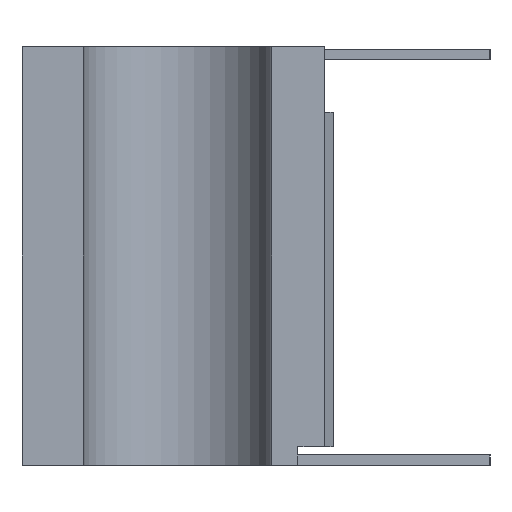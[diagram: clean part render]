
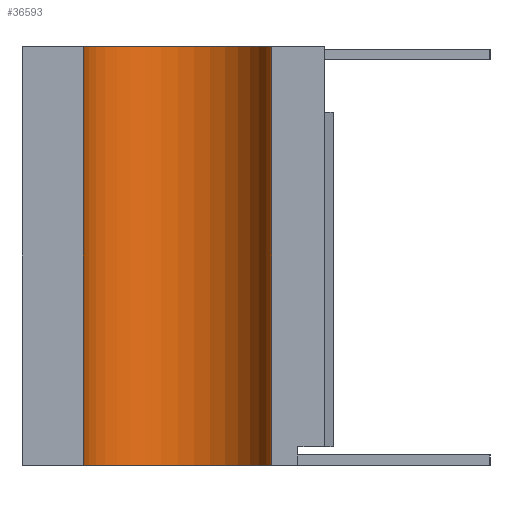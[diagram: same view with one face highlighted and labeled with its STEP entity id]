
A CAD part, left-side view. The second image highlights one B-rep face of the part: STEP entity #36593.
In plain terms, the highlighted cylindrical face has radius 1.829 mm (diameter 3.658 mm), a partial arc.
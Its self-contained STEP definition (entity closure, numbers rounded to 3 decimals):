
#32 = PLANE('',#33);
#33 = AXIS2_PLACEMENT_3D('',#34,#35,#36);
#34 = CARTESIAN_POINT('',(0.,0.,0.));
#35 = DIRECTION('',(0.,0.,1.));
#36 = DIRECTION('',(1.,0.,-0.));
#5509 = VERTEX_POINT('',#5510);
#5510 = CARTESIAN_POINT('',(-35.027,-1.829,0.));
#5524 = PLANE('',#5525);
#5525 = AXIS2_PLACEMENT_3D('',#5526,#5527,#5528);
#5526 = CARTESIAN_POINT('',(-35.027,-1.829,0.));
#5527 = DIRECTION('',(-1.,0.,0.));
#5528 = DIRECTION('',(0.,-1.,0.));
#5536 = EDGE_CURVE('',#5537,#5509,#5539,.T.);
#5537 = VERTEX_POINT('',#5538);
#5538 = CARTESIAN_POINT('',(-35.027,1.829,0.));
#5539 = SURFACE_CURVE('',#5540,(#5545,#5556),.PCURVE_S1.);
#5540 = CIRCLE('',#5541,1.829);
#5541 = AXIS2_PLACEMENT_3D('',#5542,#5543,#5544);
#5542 = CARTESIAN_POINT('',(-35.027,0.,0.));
#5543 = DIRECTION('',(0.,0.,-1.));
#5544 = DIRECTION('',(0.,1.,0.));
#5545 = PCURVE('',#32,#5546);
#5546 = DEFINITIONAL_REPRESENTATION('',(#5547),#5555);
#5547 = ( BOUNDED_CURVE() B_SPLINE_CURVE(2,(#5548,#5549,#5550,#5551,
#5552,#5553,#5554),.UNSPECIFIED.,.T.,.F.) B_SPLINE_CURVE_WITH_KNOTS((1,2
    ,2,2,2,1),(-2.094,0.,2.094,4.189,
6.283,8.378),.UNSPECIFIED.) CURVE() 
GEOMETRIC_REPRESENTATION_ITEM() RATIONAL_B_SPLINE_CURVE((1.,0.5,1.,0.5,
1.,0.5,1.)) REPRESENTATION_ITEM('') );
#5548 = CARTESIAN_POINT('',(-35.027,1.829));
#5549 = CARTESIAN_POINT('',(-31.859,1.829));
#5550 = CARTESIAN_POINT('',(-33.443,-0.914));
#5551 = CARTESIAN_POINT('',(-35.027,-3.658));
#5552 = CARTESIAN_POINT('',(-36.61,-0.914));
#5553 = CARTESIAN_POINT('',(-38.194,1.829));
#5554 = CARTESIAN_POINT('',(-35.027,1.829));
#5555 = ( GEOMETRIC_REPRESENTATION_CONTEXT(2) 
PARAMETRIC_REPRESENTATION_CONTEXT() REPRESENTATION_CONTEXT('2D SPACE',''
  ) );
#5556 = PCURVE('',#5557,#5562);
#5557 = CYLINDRICAL_SURFACE('',#5558,1.829);
#5558 = AXIS2_PLACEMENT_3D('',#5559,#5560,#5561);
#5559 = CARTESIAN_POINT('',(-35.027,0.,0.));
#5560 = DIRECTION('',(0.,0.,1.));
#5561 = DIRECTION('',(1.,0.,-0.));
#5562 = DEFINITIONAL_REPRESENTATION('',(#5563),#5567);
#5563 = LINE('',#5564,#5565);
#5564 = CARTESIAN_POINT('',(1.571,0.));
#5565 = VECTOR('',#5566,1.);
#5566 = DIRECTION('',(-1.,0.));
#5567 = ( GEOMETRIC_REPRESENTATION_CONTEXT(2) 
PARAMETRIC_REPRESENTATION_CONTEXT() REPRESENTATION_CONTEXT('2D SPACE',''
  ) );
#5585 = PLANE('',#5586);
#5586 = AXIS2_PLACEMENT_3D('',#5587,#5588,#5589);
#5587 = CARTESIAN_POINT('',(-35.027,3.023,0.));
#5588 = DIRECTION('',(-1.,0.,0.));
#5589 = DIRECTION('',(0.,-1.,0.));
#27548 = PLANE('',#27549);
#27549 = AXIS2_PLACEMENT_3D('',#27550,#27551,#27552);
#27550 = CARTESIAN_POINT('',(0.,0.,-8.128));
#27551 = DIRECTION('',(0.,0.,1.));
#27552 = DIRECTION('',(1.,0.,-0.));
#32271 = VERTEX_POINT('',#32272);
#32272 = CARTESIAN_POINT('',(-35.027,1.829,-8.128));
#32293 = EDGE_CURVE('',#32271,#32294,#32296,.T.);
#32294 = VERTEX_POINT('',#32295);
#32295 = CARTESIAN_POINT('',(-35.027,-1.829,-8.128));
#32296 = SURFACE_CURVE('',#32297,(#32302,#32313),.PCURVE_S1.);
#32297 = CIRCLE('',#32298,1.829);
#32298 = AXIS2_PLACEMENT_3D('',#32299,#32300,#32301);
#32299 = CARTESIAN_POINT('',(-35.027,0.,-8.128));
#32300 = DIRECTION('',(0.,0.,-1.));
#32301 = DIRECTION('',(0.,1.,0.));
#32302 = PCURVE('',#27548,#32303);
#32303 = DEFINITIONAL_REPRESENTATION('',(#32304),#32312);
#32304 = ( BOUNDED_CURVE() B_SPLINE_CURVE(2,(#32305,#32306,#32307,#32308
    ,#32309,#32310,#32311),.UNSPECIFIED.,.T.,.F.) 
B_SPLINE_CURVE_WITH_KNOTS((1,2,2,2,2,1),(-2.094,0.,
    2.094,4.189,6.283,8.378),
.UNSPECIFIED.) CURVE() GEOMETRIC_REPRESENTATION_ITEM() 
RATIONAL_B_SPLINE_CURVE((1.,0.5,1.,0.5,1.,0.5,1.)) REPRESENTATION_ITEM(
  '') );
#32305 = CARTESIAN_POINT('',(-35.027,1.829));
#32306 = CARTESIAN_POINT('',(-31.859,1.829));
#32307 = CARTESIAN_POINT('',(-33.443,-0.914));
#32308 = CARTESIAN_POINT('',(-35.027,-3.658));
#32309 = CARTESIAN_POINT('',(-36.61,-0.914));
#32310 = CARTESIAN_POINT('',(-38.194,1.829));
#32311 = CARTESIAN_POINT('',(-35.027,1.829));
#32312 = ( GEOMETRIC_REPRESENTATION_CONTEXT(2) 
PARAMETRIC_REPRESENTATION_CONTEXT() REPRESENTATION_CONTEXT('2D SPACE',''
  ) );
#32313 = PCURVE('',#5557,#32314);
#32314 = DEFINITIONAL_REPRESENTATION('',(#32315),#32319);
#32315 = LINE('',#32316,#32317);
#32316 = CARTESIAN_POINT('',(1.571,-8.128));
#32317 = VECTOR('',#32318,1.);
#32318 = DIRECTION('',(-1.,0.));
#32319 = ( GEOMETRIC_REPRESENTATION_CONTEXT(2) 
PARAMETRIC_REPRESENTATION_CONTEXT() REPRESENTATION_CONTEXT('2D SPACE',''
  ) );
#36571 = EDGE_CURVE('',#5537,#32271,#36572,.T.);
#36572 = SURFACE_CURVE('',#36573,(#36577,#36584),.PCURVE_S1.);
#36573 = LINE('',#36574,#36575);
#36574 = CARTESIAN_POINT('',(-35.027,1.829,0.));
#36575 = VECTOR('',#36576,1.);
#36576 = DIRECTION('',(0.,0.,-1.));
#36577 = PCURVE('',#5585,#36578);
#36578 = DEFINITIONAL_REPRESENTATION('',(#36579),#36583);
#36579 = LINE('',#36580,#36581);
#36580 = CARTESIAN_POINT('',(1.194,0.));
#36581 = VECTOR('',#36582,1.);
#36582 = DIRECTION('',(0.,-1.));
#36583 = ( GEOMETRIC_REPRESENTATION_CONTEXT(2) 
PARAMETRIC_REPRESENTATION_CONTEXT() REPRESENTATION_CONTEXT('2D SPACE',''
  ) );
#36584 = PCURVE('',#5557,#36585);
#36585 = DEFINITIONAL_REPRESENTATION('',(#36586),#36590);
#36586 = LINE('',#36587,#36588);
#36587 = CARTESIAN_POINT('',(1.571,0.));
#36588 = VECTOR('',#36589,1.);
#36589 = DIRECTION('',(0.,-1.));
#36590 = ( GEOMETRIC_REPRESENTATION_CONTEXT(2) 
PARAMETRIC_REPRESENTATION_CONTEXT() REPRESENTATION_CONTEXT('2D SPACE',''
  ) );
#36593 = ADVANCED_FACE('',(#36594),#5557,.F.);
#36594 = FACE_BOUND('',#36595,.F.);
#36595 = EDGE_LOOP('',(#36596,#36597,#36618,#36619));
#36596 = ORIENTED_EDGE('',*,*,#5536,.T.);
#36597 = ORIENTED_EDGE('',*,*,#36598,.T.);
#36598 = EDGE_CURVE('',#5509,#32294,#36599,.T.);
#36599 = SURFACE_CURVE('',#36600,(#36604,#36611),.PCURVE_S1.);
#36600 = LINE('',#36601,#36602);
#36601 = CARTESIAN_POINT('',(-35.027,-1.829,0.));
#36602 = VECTOR('',#36603,1.);
#36603 = DIRECTION('',(0.,0.,-1.));
#36604 = PCURVE('',#5557,#36605);
#36605 = DEFINITIONAL_REPRESENTATION('',(#36606),#36610);
#36606 = LINE('',#36607,#36608);
#36607 = CARTESIAN_POINT('',(-1.571,0.));
#36608 = VECTOR('',#36609,1.);
#36609 = DIRECTION('',(0.,-1.));
#36610 = ( GEOMETRIC_REPRESENTATION_CONTEXT(2) 
PARAMETRIC_REPRESENTATION_CONTEXT() REPRESENTATION_CONTEXT('2D SPACE',''
  ) );
#36611 = PCURVE('',#5524,#36612);
#36612 = DEFINITIONAL_REPRESENTATION('',(#36613),#36617);
#36613 = LINE('',#36614,#36615);
#36614 = CARTESIAN_POINT('',(0.,0.));
#36615 = VECTOR('',#36616,1.);
#36616 = DIRECTION('',(0.,-1.));
#36617 = ( GEOMETRIC_REPRESENTATION_CONTEXT(2) 
PARAMETRIC_REPRESENTATION_CONTEXT() REPRESENTATION_CONTEXT('2D SPACE',''
  ) );
#36618 = ORIENTED_EDGE('',*,*,#32293,.F.);
#36619 = ORIENTED_EDGE('',*,*,#36571,.F.);
